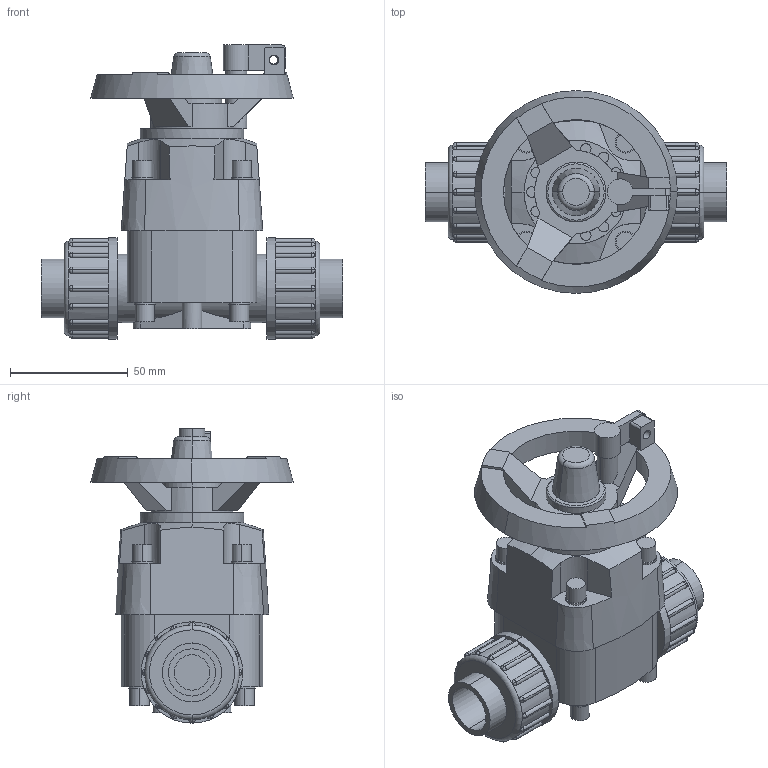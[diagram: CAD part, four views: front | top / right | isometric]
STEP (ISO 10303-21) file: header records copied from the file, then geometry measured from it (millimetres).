
FILE_DESCRIPTION(('STEP AP214'),'1');
FILE_NAME('cctmp_CBD500A8-C9D6-4537-9F05-7FA10056BD10_2018_11_21_10_14_2_271..stp','2018-11-21T09:14:02',('Praher Valves GmbH'),('CADClick - www.CADClick.com'),'Spatial InterOp 3D',' ','unknown authorization');
FILE_SCHEMA(('AUTOMOTIVE_DESIGN'));
Length unit declared in the file: millimetre
Products named in the file (1): 125050
Bounding box: 128 x 86 x 124.8 mm (x, y, z)
Volume: 332297.8 mm3; surface area: 63529.9 mm2
Topology: 1 solids, 4 shells, 444 faces, 1125 edges, 722 vertices
Faces by surface type: cylinder 214, plane 146, sphere 64, cone 12, torus 8
Entity records: 18458 total; most frequent: CARTESIAN_POINT 3826, DIRECTION 2518, ORIENTED_EDGE 2250, EDGE_CURVE 1125, AXIS2_PLACEMENT_3D 1052, VERTEX_POINT 722, CIRCLE 591, EDGE_LOOP 487
